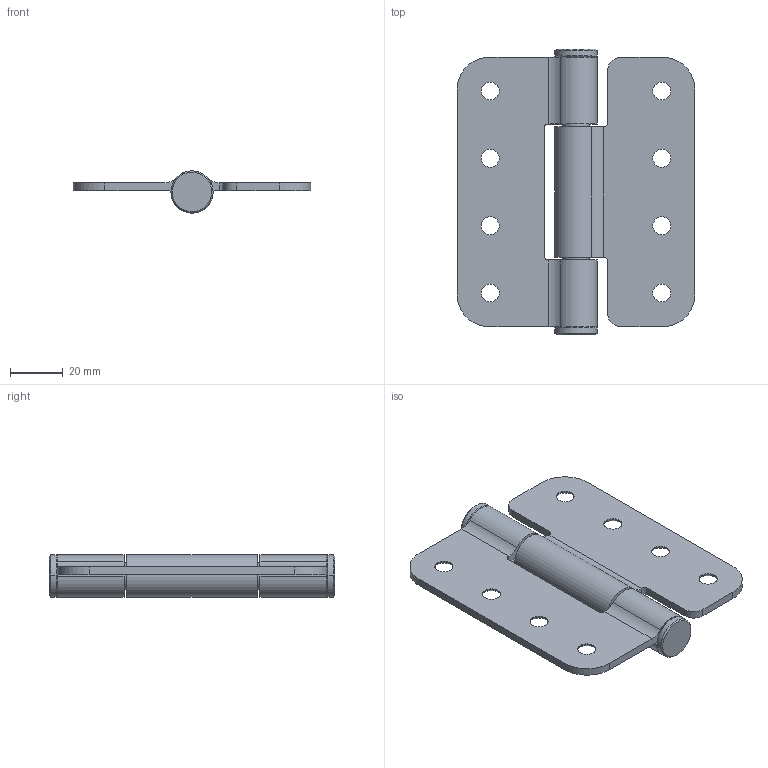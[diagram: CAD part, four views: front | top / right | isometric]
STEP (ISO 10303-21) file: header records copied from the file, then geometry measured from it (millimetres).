
FILE_DESCRIPTION(/* description */ (''),/* implementation_level */ '2;1');
FILE_NAME(/* name */ 'JL158-2',/* time_stamp */ '2024-09-13T10:20:48+08:00',/* author */ (''),/* organization */ (''),/* preprocessor_version */ 'ST-DEVELOPER v19.2',/* originating_system */ 'Rhino 8.5',/* authorisation */ '');
FILE_SCHEMA (('CONFIG_CONTROL_DESIGN'));
Length unit declared in the file: millimetre
Products named in the file (1): Document
Bounding box: 90 x 108 x 15.99 mm (x, y, z)
Volume: 40496 mm3; surface area: 28088.4 mm2
Topology: 3 solids, 3 shells, 92 faces, 228 edges, 144 vertices
Faces by surface type: cylinder 44, plane 24, bspline 24
Entity records: 3267 total; most frequent: CARTESIAN_POINT 1211, ORIENTED_EDGE 456, DIRECTION 293, EDGE_CURVE 228, AXIS2_PLACEMENT_3D 179, VERTEX_POINT 144, TRIMMED_CURVE 112, CIRCLE 112
